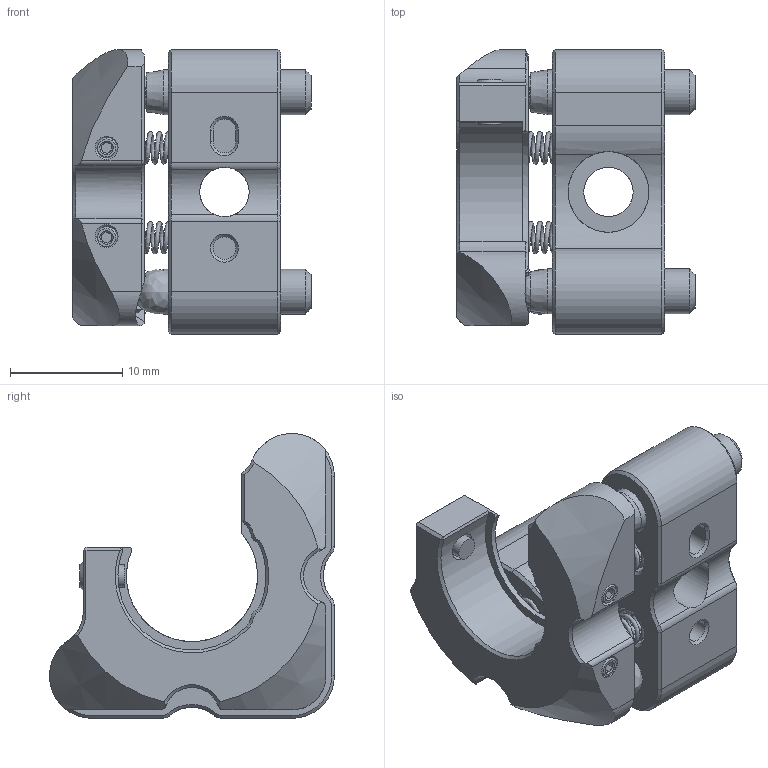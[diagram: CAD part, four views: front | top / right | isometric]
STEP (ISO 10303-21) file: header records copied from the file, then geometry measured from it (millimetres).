
FILE_DESCRIPTION (( 'STEP AP203' ), '1' );
FILE_NAME ('520220.STEP', '2024-06-04T02:01:12', ( 'Windows User' ), ( 'P R C' ), 'SwSTEP 2.0', 'SolidWorks 2020', '' );
FILE_SCHEMA (( 'CONFIG_CONTROL_DESIGN' ));
Length unit declared in the file: millimetre
Products named in the file (1): 520220
Bounding box: 21.22 x 25.4 x 25.4 mm (x, y, z)
Volume: 3887.6 mm3; surface area: 5615.2 mm2
Topology: 28 solids, 28 shells, 431 faces, 998 edges, 624 vertices
Faces by surface type: plane 193, cone 117, cylinder 88, bspline 33
Full cylindrical faces by diameter (mm): 1.5 x2, 1.6 x8, 2 x9, 2.5 x1, 2.6 x6, 2.99 x2, 3 x1, 3.2 x4, 3.4 x4, 3.75 x4, 4 x2, 4.35 x2, 4.4 x2, 7.2 x2
Entity records: 66482 total; most frequent: CARTESIAN_POINT 57823, DIRECTION 1694, ORIENTED_EDGE 1594, EDGE_CURVE 797, AXIS2_PLACEMENT_3D 675, EDGE_LOOP 601, VERTEX_POINT 566, FACE_OUTER_BOUND 507
